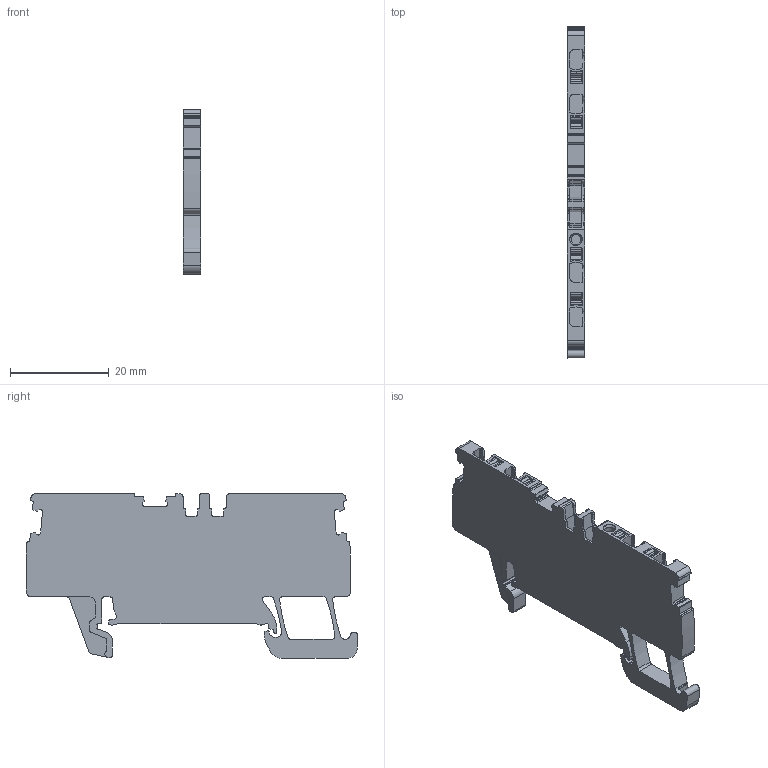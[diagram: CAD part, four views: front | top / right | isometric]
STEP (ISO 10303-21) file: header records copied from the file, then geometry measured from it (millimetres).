
FILE_DESCRIPTION(('CATIA V5 STEP Exchange','CAx-IF Rec.Pracs.--- Model Styling and Organization---1.5--- 2016-08-15','CAx-IF Rec.Pracs.---Supplemental Geometry---1.0---2011-11-01','CAx-IF Rec.Pracs.--- Composite Materials ---1.1---2010-07-15'),'2;1');
FILE_NAME ('8525576_3', '2024-05-28T07:36:36+00:00', ('none'), ('Weidmueller'), 'CATIA Version 5-6 Release 2022 SP4 HF5', 'CATIA V5 STEP AP214 v3', 'none');
FILE_SCHEMA(('AUTOMOTIVE_DESIGN { 1 0 10303 214 1 1 1 1 }'));
Length unit declared in the file: millimetre
Products named in the file (1): 1552700000_A4C_1-5_BL
Bounding box: 3.5 x 67.17 x 33.35 mm (x, y, z)
Volume: 5114.8 mm3; surface area: 4977.2 mm2
Topology: 1 solids, 2 shells, 540 faces, 1578 edges, 1052 vertices
Faces by surface type: plane 259, cylinder 243, extrusion 34, cone 4
Entity records: 18452 total; most frequent: CARTESIAN_POINT 4149, ORIENTED_EDGE 3156, DIRECTION 2321, EDGE_CURVE 1578, VECTOR 1062, VERTEX_POINT 1052, LINE 1028, AXIS2_PLACEMENT_3D 853
